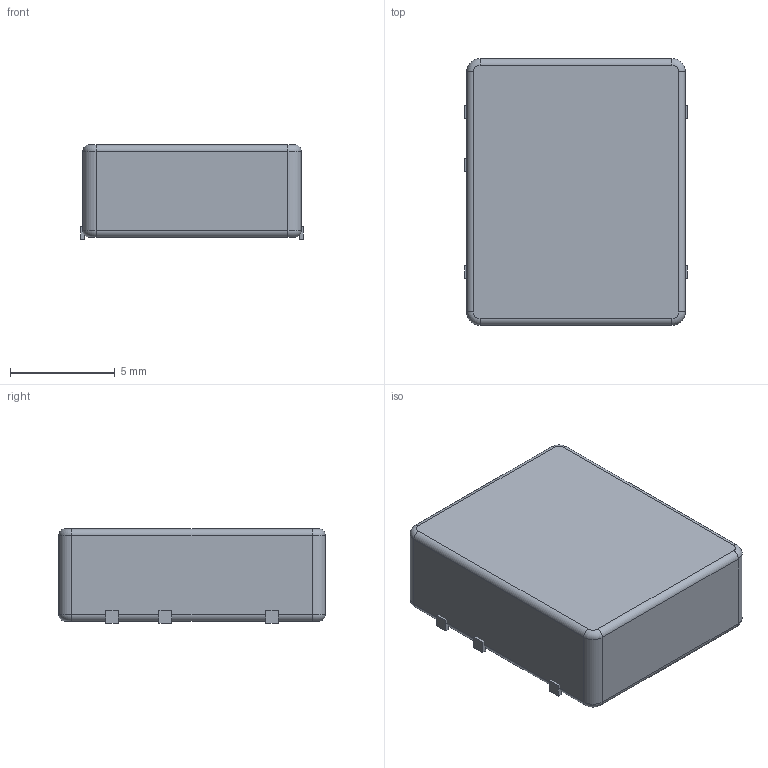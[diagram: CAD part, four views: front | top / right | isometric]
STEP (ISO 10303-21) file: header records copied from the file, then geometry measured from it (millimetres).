
FILE_DESCRIPTION(/* description */ ('model of Converter_DCDC_muRata_NXE2SxxxxMC_THT'),/* implementation_level */ '2;1');
FILE_NAME(/* name */ 'Converter_DCDC_muRata_NXE2SxxxxMC_THT.step',/* time_stamp */ '2018-03-25T16:12:05',/* author */ ('kicad StepUp','ksu'),/* organization */ ('FreeCAD'),/* preprocessor_version */ 'OCC',/* originating_system */ 'kicad StepUp',/* authorisation */ '');
FILE_SCHEMA(('AUTOMOTIVE_DESIGN { 1 0 10303 214 1 1 1 1 }'));
Length unit declared in the file: millimetre
Products named in the file (5): ASSEMBLY; Converter_DCDC_muRata_NXE2SxxxxMC_THT001; Shape0_945050096634; Shape0_993620127633; Converter_DCDC_muRata_NXE2SxxxxMC_THT
Assembly tree (4 placements, depth 2):
  ASSEMBLY
    Converter_DCDC_muRata_NXE2SxxxxMC_THT001
    Shape0_945050096634
    Shape0_993620127633
    Converter_DCDC_muRata_NXE2SxxxxMC_THT
Bounding box: 10.61 x 12.7 x 4.51 mm (x, y, z)
Surface area: 906.9 mm2
Topology: 8 solids, 8 shells, 88 faces, 184 edges, 112 vertices
Faces by surface type: plane 48, cylinder 24, torus 16
Entity records: 2462 total; most frequent: DIRECTION 434, CARTESIAN_POINT 389, ORIENTED_EDGE 368, EDGE_CURVE 184, AXIS2_PLACEMENT_3D 157, LINE 120, VECTOR 120, VERTEX_POINT 112
